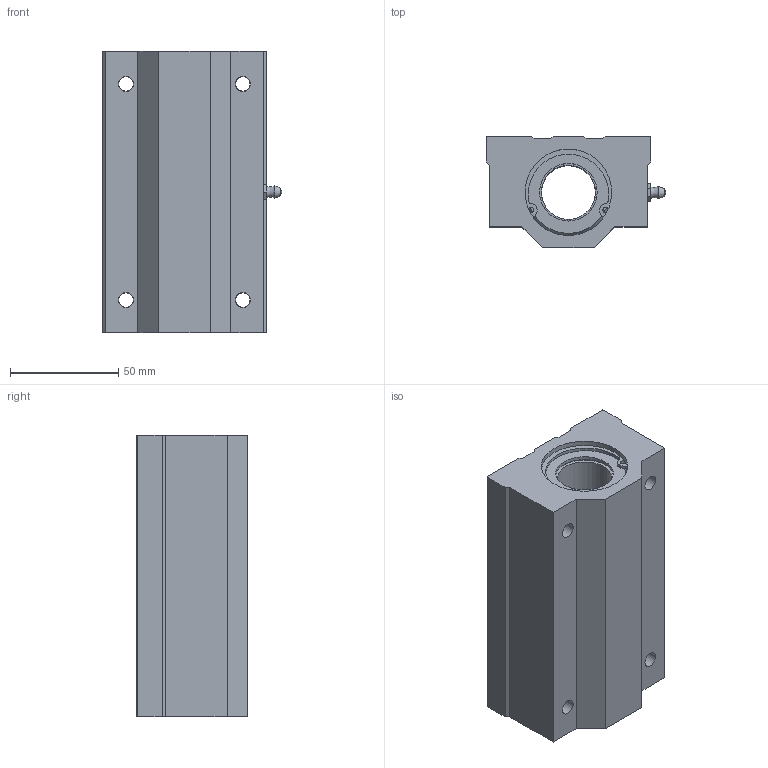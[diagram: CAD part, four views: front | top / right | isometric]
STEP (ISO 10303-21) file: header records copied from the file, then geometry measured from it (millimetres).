
FILE_DESCRIPTION(/* description */ ('STEP AP203'),/* implementation_level */ '2;1');
FILE_NAME(/* name */ 'SC25LUU',/* time_stamp */ '2022-08-20T03:27:41+02:00',/* author */ ('License CC BY-ND 4.0'),/* organization */ ('CADENAS'),/* preprocessor_version */ 'ST-DEVELOPER v18.102',/* originating_system */ 'PARTsolutions',/* authorisation */ ' ');
FILE_SCHEMA (('CONFIG_CONTROL_DESIGN'));
Length unit declared in the file: millimetre
Products named in the file (6): SC25LUU; nozzel; Gasket25; LM25; Retaining ring GB 893.1-86 40; SC25LUUbody
Assembly tree (7 placements, depth 2):
  SC25LUU
    nozzel
    Gasket25
    LM25  x2
    Retaining ring GB 893.1-86 40  x2
    SC25LUUbody
Bounding box: 83.02 x 51.5 x 130 mm (x, y, z)
Volume: 364377.2 mm3; surface area: 89400.9 mm2
Topology: 7 solids, 7 shells, 142 faces, 299 edges, 196 vertices
Faces by surface type: plane 71, cylinder 59, cone 10, sphere 1, torus 1
Full cylindrical faces by diameter (mm): 2 x4, 2.5 x5, 6 x1, 6.647 x4, 7 x4, 25 x3, 26.6 x4, 28.2 x4, 38 x4, 40 x10, 42.5 x2
Entity records: 2975 total; most frequent: CARTESIAN_POINT 530, DIRECTION 494, ORIENTED_EDGE 370, AXIS2_PLACEMENT_3D 201, EDGE_LOOP 196, FACE_BOUND 196, EDGE_CURVE 185, VERTEX_POINT 149
